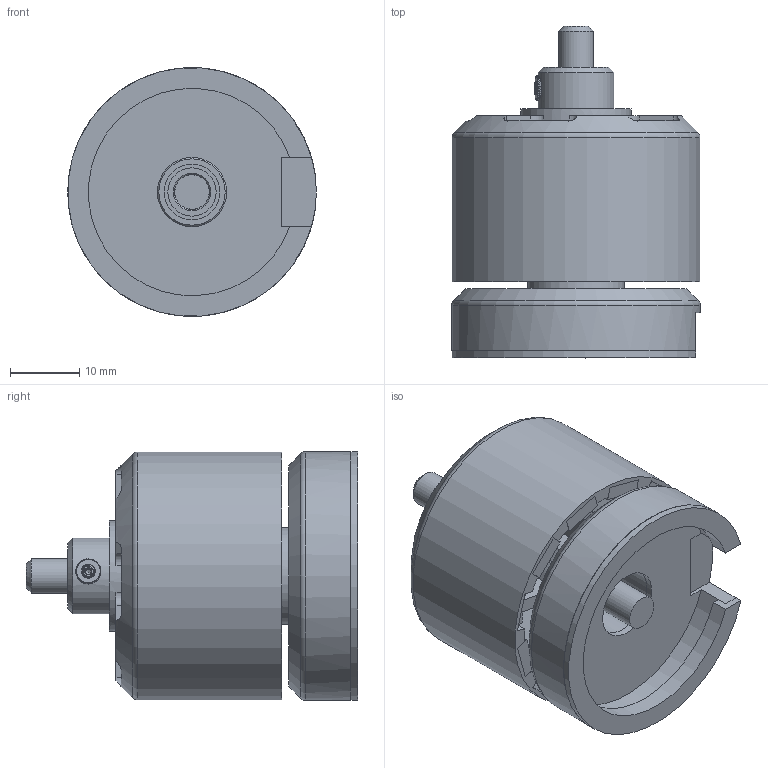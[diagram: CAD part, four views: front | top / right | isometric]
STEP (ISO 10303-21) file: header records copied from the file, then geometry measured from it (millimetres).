
FILE_DESCRIPTION(/* description */ (''),/* implementation_level */ '2;1');
FILE_NAME(/* name */ 'motor.step',/* time_stamp */ '2025-07-31T12:16:25-04:00',/* author */ (''),/* organization */ (''),/* preprocessor_version */ 'ST-DEVELOPER v20.1',/* originating_system */ 'Autodesk Translation Framework v14.10.0.0',/* authorisation */ '');
FILE_SCHEMA (('AUTOMOTIVE_DESIGN { 1 0 10303 214 3 1 1 }'));
Length unit declared in the file: millimetre
Products named in the file (10): Untitled; Component1; Component2; Component3; Component4; 94459A767_Heat-Set Inserts for Plastic; Component7; 92605A042_Stainless Steel Flat-Tip Set Screw; Component9; 7804K106_Stainless Steel Ball Bearing
Assembly tree (19 placements, depth 2):
  Untitled
    Component1
    Component2
    Component3
    Component4
    94459A767_Heat-Set Inserts for Plastic
    Component7
    92605A042_Stainless Steel Flat-Tip Set Screw
    Component9  x10
    7804K106_Stainless Steel Ball Bearing  x2
Bounding box: 36 x 48 x 36 mm (x, y, z)
Volume: 17148.2 mm3; surface area: 22760.3 mm2
Topology: 49 solids, 49 shells, 625 faces, 1633 edges, 1055 vertices
Faces by surface type: plane 227, cylinder 175, bspline 129, cone 64, sphere 24, torus 6
Full cylindrical faces by diameter (mm): 1.48 x6, 2 x12, 2.898 x1, 3.087 x1, 3.124 x1, 3.6 x1, 5 x3, 5.02 x2, 6.973 x8, 8.027 x8, 9 x1, 10 x5, 11 x1, 14 x2, 16 x1, 32 x1, 36 x2
Entity records: 24317 total; most frequent: CARTESIAN_POINT 11609, ORIENTED_EDGE 2844, DIRECTION 2334, EDGE_CURVE 1422, VERTEX_POINT 933, AXIS2_PLACEMENT_3D 881, LINE 572, VECTOR 572
